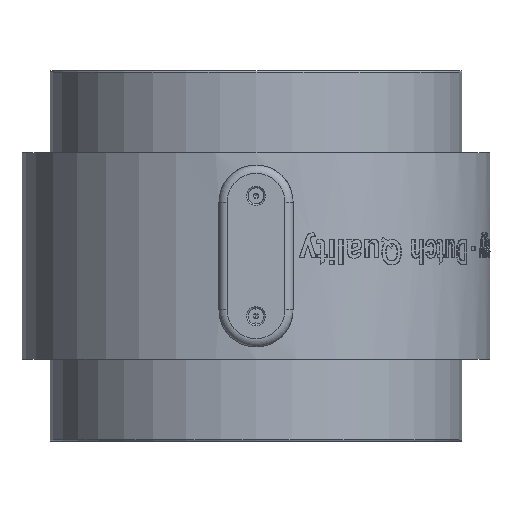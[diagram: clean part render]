
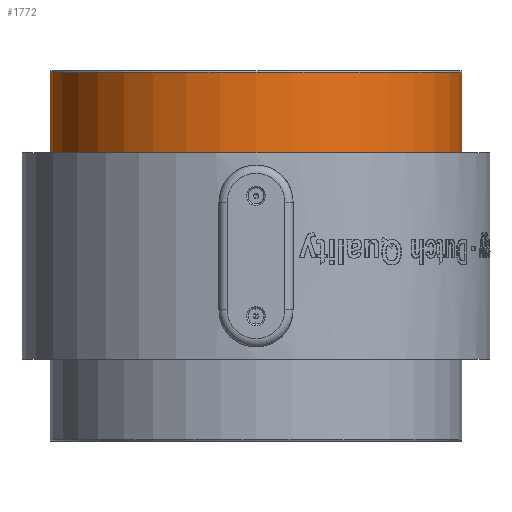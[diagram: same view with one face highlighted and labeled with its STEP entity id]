
A CAD part, front view. The second image highlights one B-rep face of the part: STEP entity #1772.
In plain terms, the highlighted cylindrical face has radius 125 mm (diameter 250 mm), a partial arc.
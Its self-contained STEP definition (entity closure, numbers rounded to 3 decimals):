
#1772 = ADVANCED_FACE ( 'NONE', ( #65677 ), #23605, .T. ) ;
#4511 = CARTESIAN_POINT ( 'NONE',  ( 0., 0., 112.53 ) ) ;
#6433 = DIRECTION ( 'NONE',  ( 1., 0., 0. ) ) ;
#7486 = VERTEX_POINT ( 'NONE', #39598 ) ;
#8665 = CARTESIAN_POINT ( 'NONE',  ( -125., 0., 112.53 ) ) ;
#11787 = VERTEX_POINT ( 'NONE', #73024 ) ;
#16680 = ORIENTED_EDGE ( 'NONE', *, *, #76227, .T. ) ;
#18147 = DIRECTION ( 'NONE',  ( -1., 0., 0. ) ) ;
#18288 = VECTOR ( 'NONE', #80321, 1000. ) ;
#21037 = EDGE_LOOP ( 'NONE', ( #46633, #41806, #16680, #89110 ) ) ;
#22325 = LINE ( 'NONE', #8665, #65580 ) ;
#23605 = CYLINDRICAL_SURFACE ( 'NONE', #59160, 125. ) ;
#24638 = LINE ( 'NONE', #37931, #18288 ) ;
#27131 = CARTESIAN_POINT ( 'NONE',  ( 125., 0., 111.53 ) ) ;
#31375 = CARTESIAN_POINT ( 'NONE',  ( 0., 0., 111.53 ) ) ;
#35550 = EDGE_CURVE ( 'NONE', #73077, #54265, #63219, .T. ) ;
#37931 = CARTESIAN_POINT ( 'NONE',  ( 125., 0., 112.53 ) ) ;
#39598 = CARTESIAN_POINT ( 'NONE',  ( 125., 0., 62.53 ) ) ;
#40001 = DIRECTION ( 'NONE',  ( 0., 0., -1. ) ) ;
#41806 = ORIENTED_EDGE ( 'NONE', *, *, #35550, .T. ) ;
#46633 = ORIENTED_EDGE ( 'NONE', *, *, #67937, .F. ) ;
#50222 = EDGE_CURVE ( 'NONE', #11787, #7486, #58301, .T. ) ;
#53898 = DIRECTION ( 'NONE',  ( 0., 0., 1. ) ) ;
#53935 = AXIS2_PLACEMENT_3D ( 'NONE', #68951, #53898, #6433 ) ;
#54265 = VERTEX_POINT ( 'NONE', #58311 ) ;
#58301 = CIRCLE ( 'NONE', #53935, 125. ) ;
#58311 = CARTESIAN_POINT ( 'NONE',  ( -125., 0., 111.53 ) ) ;
#58374 = DIRECTION ( 'NONE',  ( 0., 0., -1. ) ) ;
#59160 = AXIS2_PLACEMENT_3D ( 'NONE', #4511, #58374, #18147 ) ;
#63219 = CIRCLE ( 'NONE', #74862, 125. ) ;
#65580 = VECTOR ( 'NONE', #70766, 1000. ) ;
#65677 = FACE_OUTER_BOUND ( 'NONE', #21037, .T. ) ;
#67937 = EDGE_CURVE ( 'NONE', #73077, #7486, #24638, .T. ) ;
#68951 = CARTESIAN_POINT ( 'NONE',  ( 0., 0., 62.53 ) ) ;
#70766 = DIRECTION ( 'NONE',  ( 0., 0., -1. ) ) ;
#73024 = CARTESIAN_POINT ( 'NONE',  ( -125., 0., 62.53 ) ) ;
#73077 = VERTEX_POINT ( 'NONE', #27131 ) ;
#74862 = AXIS2_PLACEMENT_3D ( 'NONE', #31375, #40001, #87439 ) ;
#76227 = EDGE_CURVE ( 'NONE', #54265, #11787, #22325, .T. ) ;
#80321 = DIRECTION ( 'NONE',  ( 0., 0., -1. ) ) ;
#87439 = DIRECTION ( 'NONE',  ( 1., 0., 0. ) ) ;
#89110 = ORIENTED_EDGE ( 'NONE', *, *, #50222, .T. ) ;
